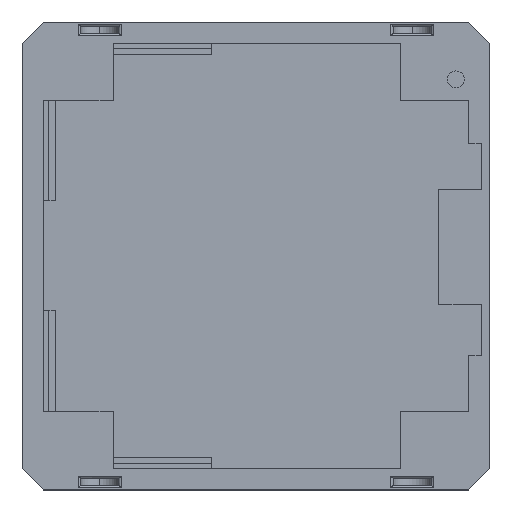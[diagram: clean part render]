
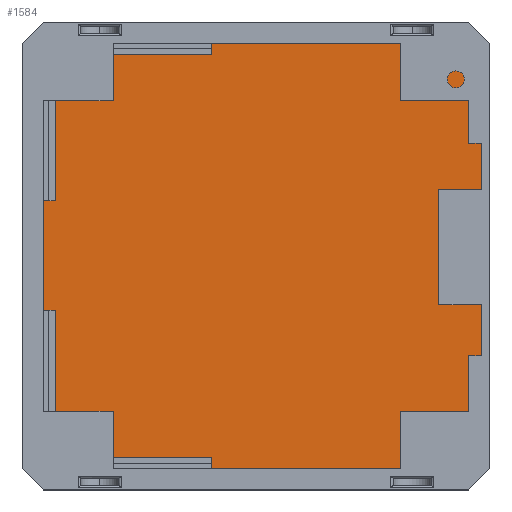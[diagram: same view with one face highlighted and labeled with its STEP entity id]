
A CAD part, top view. The second image highlights one B-rep face of the part: STEP entity #1584.
In plain terms, the highlighted planar face has unit normal (0, 0, 1).
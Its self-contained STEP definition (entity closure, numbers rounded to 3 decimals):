
#80=CARTESIAN_POINT('',(184.,255.,1.));
#81=VERTEX_POINT('',#80);
#82=CARTESIAN_POINT('',(184.,273.5,1.));
#83=VERTEX_POINT('',#82);
#84=CARTESIAN_POINT('',(184.,255.,1.));
#85=DIRECTION('',(-0.,1.,0.));
#86=VECTOR('',#85,18.5);
#87=LINE('',#84,#86);
#88=EDGE_CURVE('',#81,#83,#87,.T.);
#516=CARTESIAN_POINT('',(184.,205.,1.));
#517=VERTEX_POINT('',#516);
#524=CARTESIAN_POINT('',(184.,183.5,1.));
#525=VERTEX_POINT('',#524);
#526=CARTESIAN_POINT('',(184.,183.5,1.));
#527=DIRECTION('',(-0.,1.,0.));
#528=VECTOR('',#527,21.5);
#529=LINE('',#526,#528);
#530=EDGE_CURVE('',#525,#517,#529,.T.);
#667=CARTESIAN_POINT('',(89.,278.5,1.));
#668=VERTEX_POINT('',#667);
#675=CARTESIAN_POINT('',(179.,278.5,1.));
#676=VERTEX_POINT('',#675);
#677=CARTESIAN_POINT('',(179.,278.5,1.));
#678=DIRECTION('',(-1.,-0.,0.));
#679=VECTOR('',#678,90.);
#680=LINE('',#677,#679);
#681=EDGE_CURVE('',#676,#668,#680,.T.);
#723=CARTESIAN_POINT('',(84.,273.5,1.));
#724=VERTEX_POINT('',#723);
#731=CARTESIAN_POINT('',(89.,273.5,1.));
#732=DIRECTION('',(0.,0.,1.));
#733=DIRECTION('',(-1.,-0.,0.));
#734=AXIS2_PLACEMENT_3D('',#731,#732,#733);
#735=CIRCLE('',#734,5.);
#736=EDGE_CURVE('',#668,#724,#735,.T.);
#846=CARTESIAN_POINT('',(84.,183.5,1.));
#847=VERTEX_POINT('',#846);
#854=CARTESIAN_POINT('',(84.,273.5,1.));
#855=DIRECTION('',(0.,-1.,0.));
#856=VECTOR('',#855,90.);
#857=LINE('',#854,#856);
#858=EDGE_CURVE('',#724,#847,#857,.T.);
#878=CARTESIAN_POINT('',(89.,178.5,1.));
#879=VERTEX_POINT('',#878);
#886=CARTESIAN_POINT('',(89.,183.5,1.));
#887=DIRECTION('',(0.,0.,1.));
#888=DIRECTION('',(-1.,-0.,0.));
#889=AXIS2_PLACEMENT_3D('',#886,#887,#888);
#890=CIRCLE('',#889,5.);
#891=EDGE_CURVE('',#847,#879,#890,.T.);
#1022=CARTESIAN_POINT('',(179.,178.5,1.));
#1023=VERTEX_POINT('',#1022);
#1030=CARTESIAN_POINT('',(89.,178.5,1.));
#1031=DIRECTION('',(1.,0.,0.));
#1032=VECTOR('',#1031,90.);
#1033=LINE('',#1030,#1032);
#1034=EDGE_CURVE('',#879,#1023,#1033,.T.);
#1052=CARTESIAN_POINT('',(179.,183.5,1.));
#1053=DIRECTION('',(0.,0.,1.));
#1054=DIRECTION('',(-1.,-0.,0.));
#1055=AXIS2_PLACEMENT_3D('',#1052,#1053,#1054);
#1056=CIRCLE('',#1055,5.);
#1057=EDGE_CURVE('',#1023,#525,#1056,.T.);
#1076=CARTESIAN_POINT('',(179.,273.5,1.));
#1077=DIRECTION('',(0.,0.,1.));
#1078=DIRECTION('',(-1.,-0.,0.));
#1079=AXIS2_PLACEMENT_3D('',#1076,#1077,#1078);
#1080=CIRCLE('',#1079,5.);
#1081=EDGE_CURVE('',#83,#676,#1080,.T.);
#1546=CARTESIAN_POINT('',(189.,283.5,1.));
#1547=DIRECTION('',(0.,0.,1.));
#1548=DIRECTION('',(-1.,-0.,0.));
#1549=AXIS2_PLACEMENT_3D('',#1546,#1547,#1548);
#1550=PLANE('',#1549);
#1551=ORIENTED_EDGE('',*,*,#681,.T.);
#1552=ORIENTED_EDGE('',*,*,#736,.T.);
#1553=ORIENTED_EDGE('',*,*,#858,.T.);
#1554=ORIENTED_EDGE('',*,*,#891,.T.);
#1555=ORIENTED_EDGE('',*,*,#1034,.T.);
#1556=ORIENTED_EDGE('',*,*,#1057,.T.);
#1557=ORIENTED_EDGE('',*,*,#530,.T.);
#1558=CARTESIAN_POINT('',(187.,205.,1.));
#1559=VERTEX_POINT('',#1558);
#1560=CARTESIAN_POINT('',(187.,205.,1.));
#1561=DIRECTION('',(-1.,0.,0.));
#1562=VECTOR('',#1561,3.);
#1563=LINE('',#1560,#1562);
#1564=EDGE_CURVE('',#1559,#517,#1563,.T.);
#1565=ORIENTED_EDGE('',*,*,#1564,.F.);
#1566=CARTESIAN_POINT('',(187.,255.,1.));
#1567=VERTEX_POINT('',#1566);
#1568=CARTESIAN_POINT('',(187.,205.,1.));
#1569=DIRECTION('',(0.,1.,0.));
#1570=VECTOR('',#1569,50.);
#1571=LINE('',#1568,#1570);
#1572=EDGE_CURVE('',#1559,#1567,#1571,.T.);
#1573=ORIENTED_EDGE('',*,*,#1572,.T.);
#1574=CARTESIAN_POINT('',(187.,255.,1.));
#1575=DIRECTION('',(-1.,0.,0.));
#1576=VECTOR('',#1575,3.);
#1577=LINE('',#1574,#1576);
#1578=EDGE_CURVE('',#1567,#81,#1577,.T.);
#1579=ORIENTED_EDGE('',*,*,#1578,.T.);
#1580=ORIENTED_EDGE('',*,*,#88,.T.);
#1581=ORIENTED_EDGE('',*,*,#1081,.T.);
#1582=EDGE_LOOP('',(#1551,#1552,#1553,#1554,#1555,#1556,#1557,#1565,#1573,#1579,#1580,#1581));
#1583=FACE_BOUND('',#1582,.T.);
#1584=ADVANCED_FACE('',(#1583),#1550,.T.);
